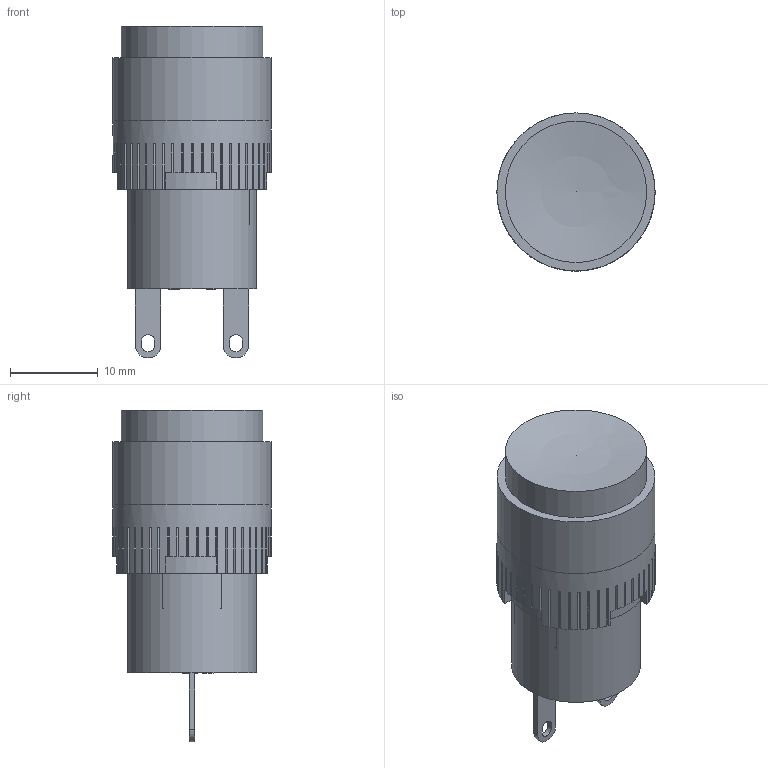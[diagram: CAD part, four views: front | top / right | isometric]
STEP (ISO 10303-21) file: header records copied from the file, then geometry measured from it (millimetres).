
FILE_DESCRIPTION(/* description */ (''),/* implementation_level */ '2;1');
FILE_NAME(/* name */ 'L16PLR10xxxx.stp',/* time_stamp */ '2025-05-22T13:34:30-05:00',/* author */ ('mroman'),/* organization */ (''),/* preprocessor_version */ 'ST-DEVELOPER v18.1',/* originating_system */ 'Autodesk Inventor 2022',/* authorisation */ '');
FILE_SCHEMA (('AUTOMOTIVE_DESIGN { 1 0 10303 214 3 1 1 }'));
Length unit declared in the file: centimetre
Products named in the file (1): L16PLR10xxxx
Bounding box: 18 x 18 x 37.8 mm (x, y, z)
Volume: 3749.2 mm3; surface area: 5244.3 mm2
Topology: 3 solids, 4 shells, 396 faces, 1116 edges, 741 vertices
Faces by surface type: plane 328, cylinder 31, bspline 31, cone 3, torus 2, sphere 1
Full cylindrical faces by diameter (mm): 3.5 x2, 6.7 x1, 14.4 x1, 14.524 x1, 14.7 x1, 16.1 x2, 18 x2
Entity records: 13668 total; most frequent: CARTESIAN_POINT 3455, ORIENTED_EDGE 2230, DIRECTION 1947, EDGE_CURVE 1115, LINE 857, VECTOR 857, VERTEX_POINT 741, AXIS2_PLACEMENT_3D 545
